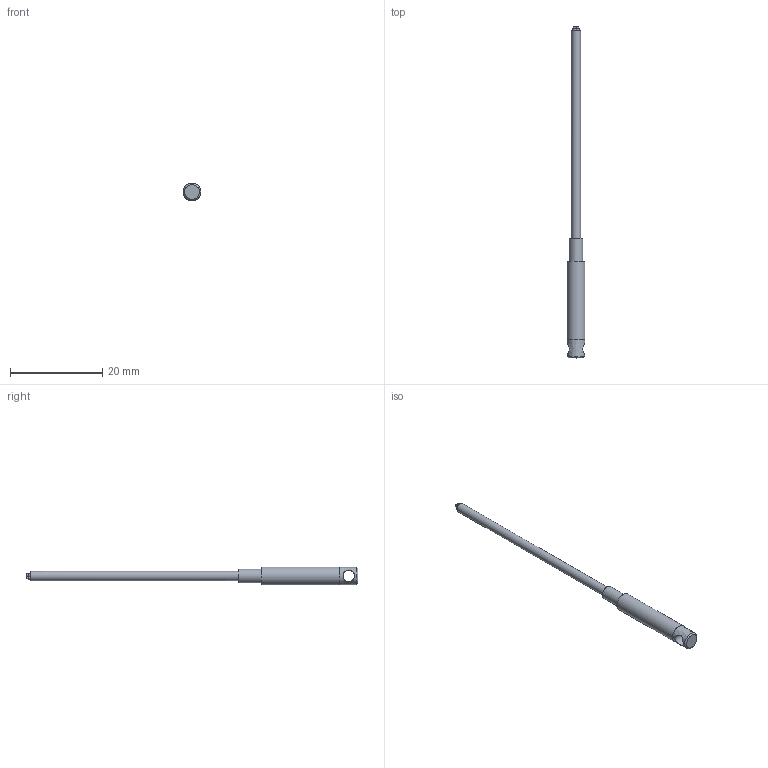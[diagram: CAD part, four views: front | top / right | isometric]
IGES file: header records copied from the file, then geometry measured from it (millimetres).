
Global section: file name: MZES 3.9 PS-K-TSSL; native system: Autodesk Inventor 2017; preprocessor: unknown; author: C. Kuhn; organization: di-soric GmbH & Co. KG; date: 20170411.065813; units: millimetre
Bounding box: 3.9 x 72 x 3.9 mm (x, y, z)
Volume: 1075.4 mm3; surface area: 2738.9 mm2
Topology: 4 solids, 7 shells, 32 faces, 50 edges, 34 vertices
Faces by surface type: bspline 32
